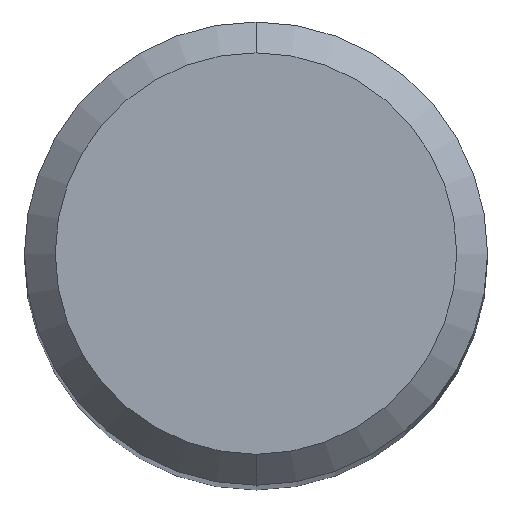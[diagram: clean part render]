
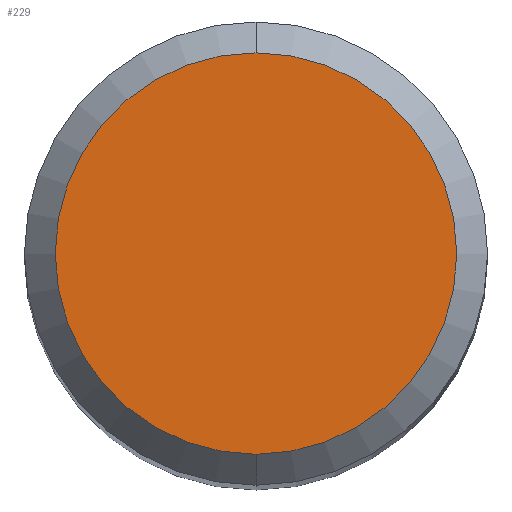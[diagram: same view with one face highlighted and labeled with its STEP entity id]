
A CAD part, top view. The second image highlights one B-rep face of the part: STEP entity #229.
In plain terms, the highlighted planar face has unit normal (0, 0, 1).
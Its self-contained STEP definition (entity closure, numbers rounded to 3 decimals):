
#219=EDGE_CURVE('',#267,#265,#539,.T.);
#229=ADVANCED_FACE('',(#549),#550,.T.);
#265=VERTEX_POINT('',#588);
#267=VERTEX_POINT('',#590);
#389=EDGE_CURVE('',#265,#267,#724,.T.);
#539=CIRCLE('',#887,2.6);
#549=FACE_OUTER_BOUND('',#931,.T.);
#550=PLANE('',#932);
#588=CARTESIAN_POINT('',(0.,-2.6,0.0));
#590=CARTESIAN_POINT('',(0.0,2.6,0.0));
#724=CIRCLE('',#1349,2.6);
#887=AXIS2_PLACEMENT_3D('',#1531,#1532,#1533);
#931=EDGE_LOOP('',(#1537,#1538));
#932=AXIS2_PLACEMENT_3D('',#1539,#1540,#1541);
#1349=AXIS2_PLACEMENT_3D('',#1708,#1709,#1710);
#1531=CARTESIAN_POINT('',(0.0,0.0,0.0));
#1532=DIRECTION('',(0.0,0.0,-1.0));
#1533=DIRECTION('',(0.0,1.0,0.0));
#1537=ORIENTED_EDGE('',*,*,#219,.F.);
#1538=ORIENTED_EDGE('',*,*,#389,.F.);
#1539=CARTESIAN_POINT('',(0.0,1.3,0.0));
#1540=DIRECTION('',(-0.0,0.0,1.0));
#1541=DIRECTION('',(0.0,-1.0,0.0));
#1708=CARTESIAN_POINT('',(0.0,0.0,0.0));
#1709=DIRECTION('',(0.0,0.0,-1.0));
#1710=DIRECTION('',(0.0,1.0,0.0));
